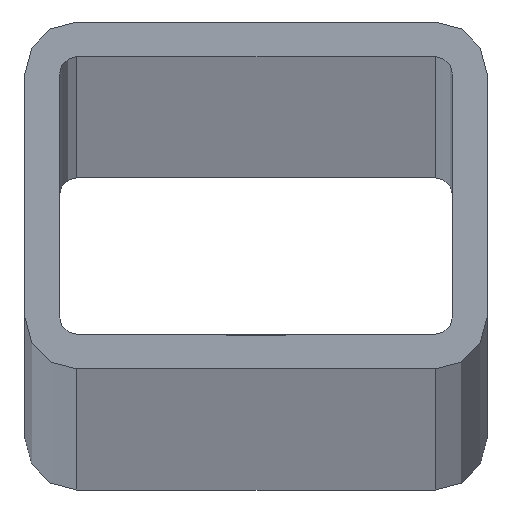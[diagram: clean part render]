
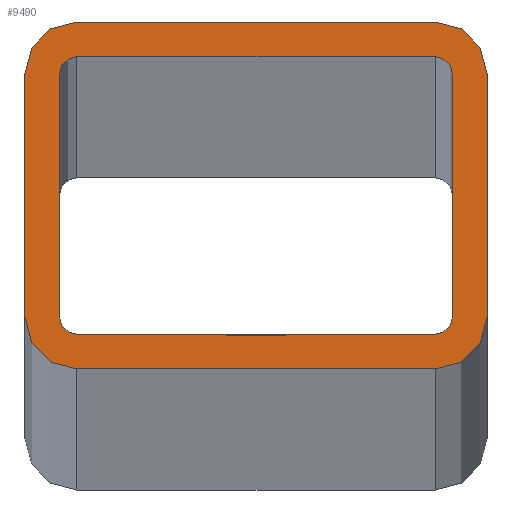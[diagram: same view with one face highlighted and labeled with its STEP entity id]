
A CAD part, top view. The second image highlights one B-rep face of the part: STEP entity #9490.
In plain terms, the highlighted planar face has unit normal (0, 0, 1).
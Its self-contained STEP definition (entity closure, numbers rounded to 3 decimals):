
#19 = VECTOR ( 'NONE', #12272, 1000. ) ;
#81 = VECTOR ( 'NONE', #4138, 1000. ) ;
#150 = VERTEX_POINT ( 'NONE', #2372 ) ;
#266 = LINE ( 'NONE', #9875, #7708 ) ;
#340 = EDGE_CURVE ( 'NONE', #9302, #6833, #7248, .T. ) ;
#428 = EDGE_CURVE ( 'NONE', #11493, #6420, #266, .T. ) ;
#639 = VERTEX_POINT ( 'NONE', #2875 ) ;
#664 = CARTESIAN_POINT ( 'NONE',  ( 15.5, 10.5, 0. ) ) ;
#680 = DIRECTION ( 'NONE',  ( 1., 0., 0. ) ) ;
#792 = CIRCLE ( 'NONE', #5179, 1.5 ) ;
#1031 = EDGE_CURVE ( 'NONE', #2018, #9021, #11971, .T. ) ;
#1113 = CARTESIAN_POINT ( 'NONE',  ( 20., 10.5, 0. ) ) ;
#1392 = CARTESIAN_POINT ( 'NONE',  ( -17., 0., 0. ) ) ;
#1503 = CIRCLE ( 'NONE', #4983, 4.5 ) ;
#1513 = EDGE_CURVE ( 'NONE', #6337, #639, #1503, .T. ) ;
#1586 = DIRECTION ( 'NONE',  ( 0., 0., 1. ) ) ;
#1611 = EDGE_CURVE ( 'NONE', #13121, #4662, #10238, .T. ) ;
#1689 = VERTEX_POINT ( 'NONE', #4324 ) ;
#1840 = AXIS2_PLACEMENT_3D ( 'NONE', #2121, #9256, #9915 ) ;
#2018 = VERTEX_POINT ( 'NONE', #9860 ) ;
#2117 = CARTESIAN_POINT ( 'NONE',  ( -20., -10.5, 0. ) ) ;
#2121 = CARTESIAN_POINT ( 'NONE',  ( -15.5, 10.5, 0. ) ) ;
#2201 = CARTESIAN_POINT ( 'NONE',  ( -15.5, -12., 0. ) ) ;
#2372 = CARTESIAN_POINT ( 'NONE',  ( -15.5, 15., 0. ) ) ;
#2739 = DIRECTION ( 'NONE',  ( 1., 0., 0. ) ) ;
#2753 = DIRECTION ( 'NONE',  ( 1., 0., 0. ) ) ;
#2780 = EDGE_CURVE ( 'NONE', #4662, #9569, #6738, .T. ) ;
#2875 = CARTESIAN_POINT ( 'NONE',  ( 20., -10.5, 0. ) ) ;
#3075 = CARTESIAN_POINT ( 'NONE',  ( 15.5, 12., 0. ) ) ;
#3112 = EDGE_CURVE ( 'NONE', #9569, #6337, #6274, .T. ) ;
#3253 = DIRECTION ( 'NONE',  ( 0., 1., 0. ) ) ;
#3295 = CARTESIAN_POINT ( 'NONE',  ( 20., 15., 0. ) ) ;
#3714 = VECTOR ( 'NONE', #680, 1000. ) ;
#3935 = CARTESIAN_POINT ( 'NONE',  ( 0., -12., 0. ) ) ;
#3939 = FACE_OUTER_BOUND ( 'NONE', #8781, .T. ) ;
#4073 = DIRECTION ( 'NONE',  ( 1., 0., 0. ) ) ;
#4138 = DIRECTION ( 'NONE',  ( 0., -1., 0. ) ) ;
#4146 = CARTESIAN_POINT ( 'NONE',  ( -15.5, -15., 0. ) ) ;
#4324 = CARTESIAN_POINT ( 'NONE',  ( -17., -10.5, 0. ) ) ;
#4574 = VECTOR ( 'NONE', #7679, 1000. ) ;
#4662 = VERTEX_POINT ( 'NONE', #2117 ) ;
#4699 = DIRECTION ( 'NONE',  ( 1., 0., 0. ) ) ;
#4847 = CARTESIAN_POINT ( 'NONE',  ( 15.5, -15., 0. ) ) ;
#4895 = CARTESIAN_POINT ( 'NONE',  ( 0., 0., 0. ) ) ;
#4983 = AXIS2_PLACEMENT_3D ( 'NONE', #12839, #9984, #7847 ) ;
#5022 = CARTESIAN_POINT ( 'NONE',  ( -20., 15., 0. ) ) ;
#5091 = DIRECTION ( 'NONE',  ( 0., 0., 1. ) ) ;
#5179 = AXIS2_PLACEMENT_3D ( 'NONE', #664, #7758, #2753 ) ;
#5438 = VECTOR ( 'NONE', #3253, 1000. ) ;
#5517 = CARTESIAN_POINT ( 'NONE',  ( -15.5, -10.5, 0. ) ) ;
#5521 = EDGE_CURVE ( 'NONE', #6420, #6350, #11762, .T. ) ;
#5581 = DIRECTION ( 'NONE',  ( 0., 0., 1. ) ) ;
#5804 = DIRECTION ( 'NONE',  ( -1., 0., 0. ) ) ;
#5927 = DIRECTION ( 'NONE',  ( 0., 0., 1. ) ) ;
#6024 = ORIENTED_EDGE ( 'NONE', *, *, #1513, .T. ) ;
#6077 = ORIENTED_EDGE ( 'NONE', *, *, #6566, .F. ) ;
#6216 = CIRCLE ( 'NONE', #10456, 4.5 ) ;
#6231 = AXIS2_PLACEMENT_3D ( 'NONE', #12251, #5091, #8099 ) ;
#6274 = LINE ( 'NONE', #8830, #3714 ) ;
#6337 = VERTEX_POINT ( 'NONE', #4847 ) ;
#6350 = VERTEX_POINT ( 'NONE', #12967 ) ;
#6420 = VERTEX_POINT ( 'NONE', #12004 ) ;
#6474 = CARTESIAN_POINT ( 'NONE',  ( -15.5, 10.5, 0. ) ) ;
#6479 = AXIS2_PLACEMENT_3D ( 'NONE', #4895, #5927, #11008 ) ;
#6491 = ORIENTED_EDGE ( 'NONE', *, *, #11312, .F. ) ;
#6566 = EDGE_CURVE ( 'NONE', #9021, #9142, #8598, .T. ) ;
#6590 = DIRECTION ( 'NONE',  ( 0., -1., 0. ) ) ;
#6603 = AXIS2_PLACEMENT_3D ( 'NONE', #8798, #8841, #2739 ) ;
#6669 = CARTESIAN_POINT ( 'NONE',  ( -20., 15., 0. ) ) ;
#6695 = AXIS2_PLACEMENT_3D ( 'NONE', #5517, #1586, #10603 ) ;
#6738 = CIRCLE ( 'NONE', #6695, 4.5 ) ;
#6833 = VERTEX_POINT ( 'NONE', #7835 ) ;
#7072 = CARTESIAN_POINT ( 'NONE',  ( 17., 0., 0. ) ) ;
#7075 = ORIENTED_EDGE ( 'NONE', *, *, #3112, .T. ) ;
#7248 = CIRCLE ( 'NONE', #10329, 4.5 ) ;
#7355 = ORIENTED_EDGE ( 'NONE', *, *, #2780, .T. ) ;
#7446 = ORIENTED_EDGE ( 'NONE', *, *, #7495, .T. ) ;
#7453 = VERTEX_POINT ( 'NONE', #2201 ) ;
#7495 = EDGE_CURVE ( 'NONE', #150, #13121, #6216, .T. ) ;
#7514 = ORIENTED_EDGE ( 'NONE', *, *, #7726, .F. ) ;
#7518 = CARTESIAN_POINT ( 'NONE',  ( 17., 10.5, 0. ) ) ;
#7679 = DIRECTION ( 'NONE',  ( -1., 0., 0. ) ) ;
#7708 = VECTOR ( 'NONE', #5804, 1000. ) ;
#7726 = EDGE_CURVE ( 'NONE', #9142, #11493, #792, .T. ) ;
#7750 = VECTOR ( 'NONE', #6590, 1000. ) ;
#7758 = DIRECTION ( 'NONE',  ( 0., 0., 1. ) ) ;
#7835 = CARTESIAN_POINT ( 'NONE',  ( 15.5, 15., 0. ) ) ;
#7847 = DIRECTION ( 'NONE',  ( 1., 0., 0. ) ) ;
#8099 = DIRECTION ( 'NONE',  ( 1., 0., 0. ) ) ;
#8598 = LINE ( 'NONE', #7072, #19 ) ;
#8731 = CIRCLE ( 'NONE', #6231, 1.5 ) ;
#8781 = EDGE_LOOP ( 'NONE', ( #10849, #7446, #13081, #7355, #7075, #6024, #9150, #12848 ) ) ;
#8798 = CARTESIAN_POINT ( 'NONE',  ( 15.5, -10.5, 0. ) ) ;
#8830 = CARTESIAN_POINT ( 'NONE',  ( -20., -15., 0. ) ) ;
#8841 = DIRECTION ( 'NONE',  ( 0., 0., 1. ) ) ;
#9021 = VERTEX_POINT ( 'NONE', #10177 ) ;
#9142 = VERTEX_POINT ( 'NONE', #7518 ) ;
#9150 = ORIENTED_EDGE ( 'NONE', *, *, #10669, .T. ) ;
#9183 = EDGE_CURVE ( 'NONE', #6350, #1689, #13109, .T. ) ;
#9256 = DIRECTION ( 'NONE',  ( 0., 0., 1. ) ) ;
#9302 = VERTEX_POINT ( 'NONE', #1113 ) ;
#9490 = ADVANCED_FACE ( 'NONE', ( #10286, #3939 ), #12975, .T. ) ;
#9569 = VERTEX_POINT ( 'NONE', #4146 ) ;
#9620 = CARTESIAN_POINT ( 'NONE',  ( 15.5, 10.5, 0. ) ) ;
#9860 = CARTESIAN_POINT ( 'NONE',  ( 15.5, -12., 0. ) ) ;
#9875 = CARTESIAN_POINT ( 'NONE',  ( 0., 12., 0. ) ) ;
#9915 = DIRECTION ( 'NONE',  ( 1., 0., 0. ) ) ;
#9938 = ORIENTED_EDGE ( 'NONE', *, *, #1031, .F. ) ;
#9953 = CARTESIAN_POINT ( 'NONE',  ( -20., 10.5, 0. ) ) ;
#9959 = ORIENTED_EDGE ( 'NONE', *, *, #5521, .F. ) ;
#9984 = DIRECTION ( 'NONE',  ( 0., 0., 1. ) ) ;
#10122 = EDGE_LOOP ( 'NONE', ( #11410, #7514, #6077, #9938, #6491, #11361, #12023, #9959 ) ) ;
#10172 = LINE ( 'NONE', #3295, #5438 ) ;
#10177 = CARTESIAN_POINT ( 'NONE',  ( 17., -10.5, 0. ) ) ;
#10238 = LINE ( 'NONE', #5022, #81 ) ;
#10286 = FACE_BOUND ( 'NONE', #10122, .T. ) ;
#10329 = AXIS2_PLACEMENT_3D ( 'NONE', #9620, #11741, #4699 ) ;
#10392 = EDGE_CURVE ( 'NONE', #6833, #150, #12845, .T. ) ;
#10456 = AXIS2_PLACEMENT_3D ( 'NONE', #6474, #5581, #12636 ) ;
#10603 = DIRECTION ( 'NONE',  ( 1., 0., 0. ) ) ;
#10648 = VECTOR ( 'NONE', #4073, 1000. ) ;
#10669 = EDGE_CURVE ( 'NONE', #639, #9302, #10172, .T. ) ;
#10849 = ORIENTED_EDGE ( 'NONE', *, *, #10392, .T. ) ;
#11008 = DIRECTION ( 'NONE',  ( 1., 0., 0. ) ) ;
#11312 = EDGE_CURVE ( 'NONE', #7453, #2018, #11739, .T. ) ;
#11361 = ORIENTED_EDGE ( 'NONE', *, *, #11407, .F. ) ;
#11407 = EDGE_CURVE ( 'NONE', #1689, #7453, #8731, .T. ) ;
#11410 = ORIENTED_EDGE ( 'NONE', *, *, #428, .F. ) ;
#11493 = VERTEX_POINT ( 'NONE', #3075 ) ;
#11739 = LINE ( 'NONE', #3935, #10648 ) ;
#11741 = DIRECTION ( 'NONE',  ( 0., 0., 1. ) ) ;
#11762 = CIRCLE ( 'NONE', #1840, 1.5 ) ;
#11971 = CIRCLE ( 'NONE', #6603, 1.5 ) ;
#12004 = CARTESIAN_POINT ( 'NONE',  ( -15.5, 12., 0. ) ) ;
#12023 = ORIENTED_EDGE ( 'NONE', *, *, #9183, .F. ) ;
#12251 = CARTESIAN_POINT ( 'NONE',  ( -15.5, -10.5, 0. ) ) ;
#12272 = DIRECTION ( 'NONE',  ( 0., 1., 0. ) ) ;
#12636 = DIRECTION ( 'NONE',  ( 1., 0., 0. ) ) ;
#12839 = CARTESIAN_POINT ( 'NONE',  ( 15.5, -10.5, 0. ) ) ;
#12845 = LINE ( 'NONE', #6669, #4574 ) ;
#12848 = ORIENTED_EDGE ( 'NONE', *, *, #340, .T. ) ;
#12967 = CARTESIAN_POINT ( 'NONE',  ( -17., 10.5, 0. ) ) ;
#12975 = PLANE ( 'NONE',  #6479 ) ;
#13081 = ORIENTED_EDGE ( 'NONE', *, *, #1611, .T. ) ;
#13109 = LINE ( 'NONE', #1392, #7750 ) ;
#13121 = VERTEX_POINT ( 'NONE', #9953 ) ;
